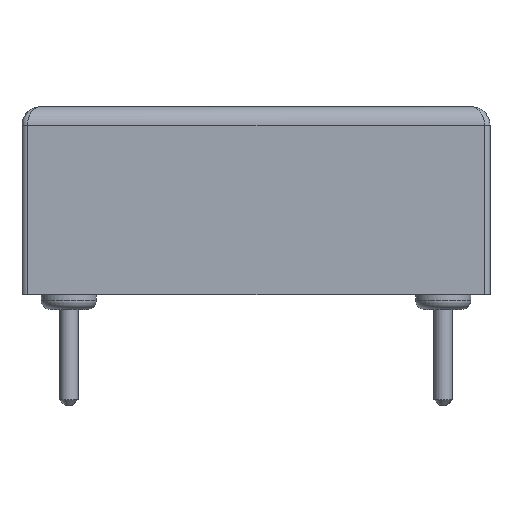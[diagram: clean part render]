
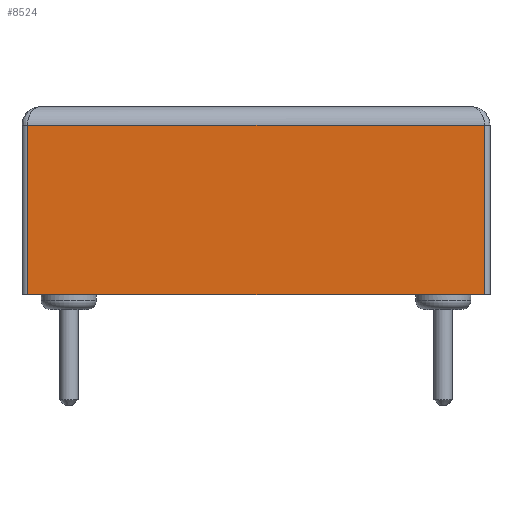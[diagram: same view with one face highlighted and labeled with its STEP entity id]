
A CAD part, front view. The second image highlights one B-rep face of the part: STEP entity #8524.
In plain terms, the highlighted planar face has unit normal (0, -1, 0).
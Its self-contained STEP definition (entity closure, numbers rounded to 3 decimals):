
#178 = EDGE_CURVE ( 'NONE', #9964, #14302, #24936, .T. ) ;
#698 = FACE_OUTER_BOUND ( 'NONE', #3135, .T. ) ;
#2213 = LINE ( 'NONE', #11807, #8636 ) ;
#2986 = EDGE_CURVE ( 'NONE', #7713, #14054, #3138, .T. ) ;
#3135 = EDGE_LOOP ( 'NONE', ( #5152, #10855, #6802, #5542 ) ) ;
#3138 = LINE ( 'NONE', #16788, #9701 ) ;
#5062 = CARTESIAN_POINT ( 'NONE',  ( -12.4, -12.7, 9.7 ) ) ;
#5152 = ORIENTED_EDGE ( 'NONE', *, *, #178, .F. ) ;
#5542 = ORIENTED_EDGE ( 'NONE', *, *, #22610, .T. ) ;
#5602 = DIRECTION ( 'NONE',  ( 0., 0., 1. ) ) ;
#6543 = CARTESIAN_POINT ( 'NONE',  ( -12.4, -12.7, 8.7 ) ) ;
#6802 = ORIENTED_EDGE ( 'NONE', *, *, #2986, .T. ) ;
#7176 = CARTESIAN_POINT ( 'NONE',  ( 12.4, -12.7, -0.5 ) ) ;
#7252 = AXIS2_PLACEMENT_3D ( 'NONE', #17854, #19874, #10290 ) ;
#7713 = VERTEX_POINT ( 'NONE', #18624 ) ;
#7755 = VECTOR ( 'NONE', #24472, 1000. ) ;
#8524 = ADVANCED_FACE ( 'NONE', ( #698 ), #13708, .F. ) ;
#8636 = VECTOR ( 'NONE', #5602, 1000. ) ;
#8846 = LINE ( 'NONE', #5062, #7755 ) ;
#9701 = VECTOR ( 'NONE', #18194, 1000. ) ;
#9964 = VERTEX_POINT ( 'NONE', #7176 ) ;
#10290 = DIRECTION ( 'NONE',  ( -1., 0., 0. ) ) ;
#10855 = ORIENTED_EDGE ( 'NONE', *, *, #16850, .T. ) ;
#11703 = DIRECTION ( 'NONE',  ( -1., 0., 0. ) ) ;
#11807 = CARTESIAN_POINT ( 'NONE',  ( 12.4, -12.7, 9.7 ) ) ;
#13708 = PLANE ( 'NONE',  #7252 ) ;
#14054 = VERTEX_POINT ( 'NONE', #6543 ) ;
#14302 = VERTEX_POINT ( 'NONE', #15133 ) ;
#15133 = CARTESIAN_POINT ( 'NONE',  ( -12.4, -12.7, -0.5 ) ) ;
#16788 = CARTESIAN_POINT ( 'NONE',  ( -12.7, -12.7, 8.7 ) ) ;
#16850 = EDGE_CURVE ( 'NONE', #9964, #7713, #2213, .T. ) ;
#17387 = CARTESIAN_POINT ( 'NONE',  ( -12.7, -12.7, -0.5 ) ) ;
#17854 = CARTESIAN_POINT ( 'NONE',  ( 12.7, -12.7, 9.7 ) ) ;
#18194 = DIRECTION ( 'NONE',  ( -1., 0., 0. ) ) ;
#18624 = CARTESIAN_POINT ( 'NONE',  ( 12.4, -12.7, 8.7 ) ) ;
#19874 = DIRECTION ( 'NONE',  ( 0., 1., 0. ) ) ;
#20734 = VECTOR ( 'NONE', #11703, 1000. ) ;
#22610 = EDGE_CURVE ( 'NONE', #14054, #14302, #8846, .T. ) ;
#24472 = DIRECTION ( 'NONE',  ( 0., 0., -1. ) ) ;
#24936 = LINE ( 'NONE', #17387, #20734 ) ;
